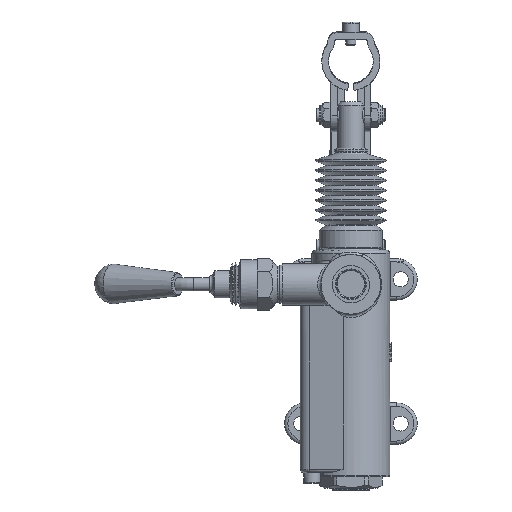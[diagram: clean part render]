
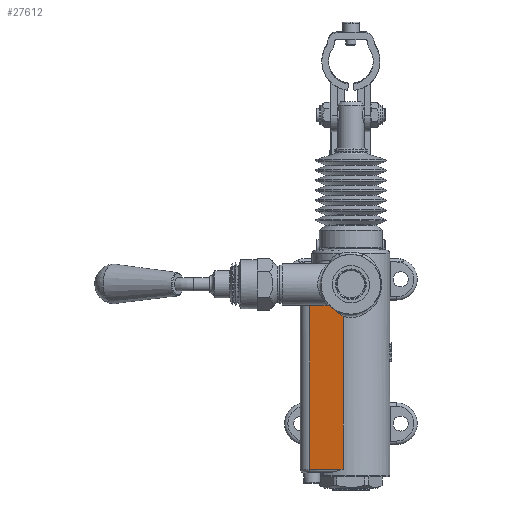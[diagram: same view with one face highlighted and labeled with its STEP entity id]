
A CAD part, front view. The second image highlights one B-rep face of the part: STEP entity #27612.
In plain terms, the highlighted planar face has unit normal (-0.202, -0.979, 0).
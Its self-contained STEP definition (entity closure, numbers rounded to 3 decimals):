
#24322=CARTESIAN_POINT('',(-24.914,-18.856,105.109));
#24323=VERTEX_POINT('',#24322);
#24347=CARTESIAN_POINT('',(-14.256,-21.054,105.012));
#24348=VERTEX_POINT('',#24347);
#24349=CARTESIAN_POINT('',(-16.942,-20.5,117.5));
#24350=DIRECTION('',(-0.202,-0.979,0.0));
#24351=DIRECTION('',(0.979,-0.202,0.0));
#24352=AXIS2_PLACEMENT_3D('',#24349,#24350,#24351);
#24353=ELLIPSE('',#24352,61.876,12.5);
#24354=EDGE_CURVE('',#24323,#24348,#24353,.T.);
#26991=CARTESIAN_POINT('',(-13.714,-21.166,105.01));
#26992=VERTEX_POINT('',#26991);
#26993=CARTESIAN_POINT('',(-14.256,-21.054,105.012));
#26994=CARTESIAN_POINT('',(-14.075,-21.091,105.014));
#26995=CARTESIAN_POINT('',(-13.894,-21.129,105.013));
#26996=CARTESIAN_POINT('',(-13.714,-21.166,105.01));
#26997=B_SPLINE_CURVE_WITH_KNOTS('',3,(#26993,#26994,#26995,#26996),.UNSPECIFIED.,.F.,.U.,(4,4),(-0.055,0.0),.UNSPECIFIED.);
#26998=EDGE_CURVE('',#24348,#26992,#26997,.T.);
#27122=CARTESIAN_POINT('',(-12.424,-21.432,104.475));
#27123=VERTEX_POINT('',#27122);
#27124=CARTESIAN_POINT('',(-4.747,-23.015,98.175));
#27125=VERTEX_POINT('',#27124);
#27126=CARTESIAN_POINT('',(-12.424,-21.432,104.475));
#27127=CARTESIAN_POINT('',(-11.397,-21.644,103.493));
#27128=CARTESIAN_POINT('',(-10.387,-21.852,102.531));
#27129=CARTESIAN_POINT('',(-7.879,-22.369,100.333));
#27130=CARTESIAN_POINT('',(-6.379,-22.679,99.153));
#27131=CARTESIAN_POINT('',(-4.761,-23.013,98.183));
#27132=CARTESIAN_POINT('',(-4.754,-23.014,98.179));
#27133=CARTESIAN_POINT('',(-4.747,-23.015,98.175));
#27134=B_SPLINE_CURVE_WITH_KNOTS('',3,(#27126,#27127,#27128,#27129,#27130,#27131,#27132,#27133),.UNSPECIFIED.,.F.,.U.,(4,2,2,4),(-1.014,-0.572,0.0,0.002),.UNSPECIFIED.);
#27135=EDGE_CURVE('',#27123,#27125,#27134,.T.);
#27239=CARTESIAN_POINT('',(-13.749,-21.159,103.03));
#27240=DIRECTION('',(0.202,0.979,0.0));
#27241=DIRECTION('',(0.0,0.0,1.0));
#27242=AXIS2_PLACEMENT_3D('',#27239,#27240,#27241);
#27243=CIRCLE('',#27242,1.979);
#27244=EDGE_CURVE('',#26992,#27123,#27243,.T.);
#27257=CARTESIAN_POINT('',(-24.914,-18.856,6.0));
#27258=VERTEX_POINT('',#27257);
#27268=CARTESIAN_POINT('',(-24.914,-18.856,6.0));
#27269=DIRECTION('',(0.0,0.0,1.0));
#27270=VECTOR('',#27269,99.109);
#27271=LINE('',#27268,#27270);
#27272=EDGE_CURVE('',#27258,#24323,#27271,.T.);
#27586=CARTESIAN_POINT('',(-4.747,-23.015,4.0));
#27587=DIRECTION('',(-0.202,-0.979,0.0));
#27588=DIRECTION('',(0.0,0.0,-1.0));
#27589=AXIS2_PLACEMENT_3D('',#27586,#27587,#27588);
#27590=PLANE('',#27589);
#27591=CARTESIAN_POINT('',(-4.747,-23.015,6.0));
#27592=VERTEX_POINT('',#27591);
#27593=CARTESIAN_POINT('',(-4.747,-23.015,6.0));
#27594=DIRECTION('',(-0.979,0.202,0.0));
#27595=VECTOR('',#27594,20.591);
#27596=LINE('',#27593,#27595);
#27597=EDGE_CURVE('',#27592,#27258,#27596,.T.);
#27598=ORIENTED_EDGE('',*,*,#27597,.F.);
#27599=CARTESIAN_POINT('',(-4.747,-23.015,6.0));
#27600=DIRECTION('',(0.0,0.0,1.0));
#27601=VECTOR('',#27600,92.175);
#27602=LINE('',#27599,#27601);
#27603=EDGE_CURVE('',#27592,#27125,#27602,.T.);
#27604=ORIENTED_EDGE('',*,*,#27603,.T.);
#27605=ORIENTED_EDGE('',*,*,#27135,.F.);
#27606=ORIENTED_EDGE('',*,*,#27244,.F.);
#27607=ORIENTED_EDGE('',*,*,#26998,.F.);
#27608=ORIENTED_EDGE('',*,*,#24354,.F.);
#27609=ORIENTED_EDGE('',*,*,#27272,.F.);
#27610=EDGE_LOOP('',(#27598,#27604,#27605,#27606,#27607,#27608,#27609));
#27611=FACE_OUTER_BOUND('',#27610,.T.);
#27612=ADVANCED_FACE('',(#27611),#27590,.T.);
